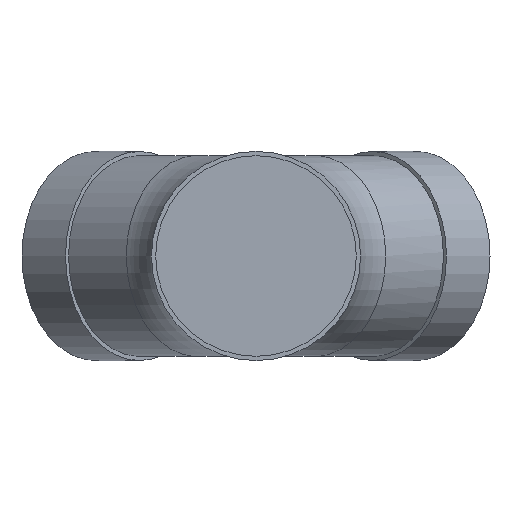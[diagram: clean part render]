
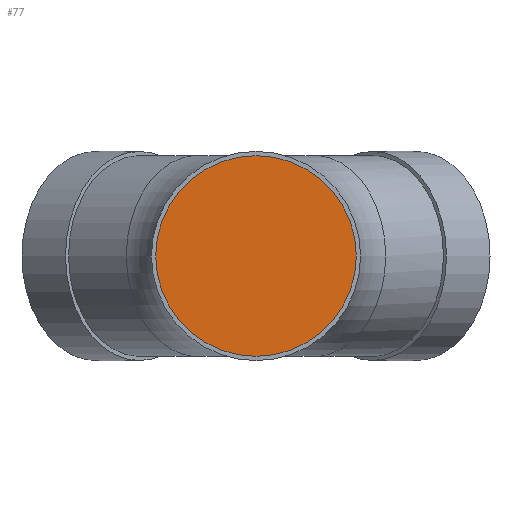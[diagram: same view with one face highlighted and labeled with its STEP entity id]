
A CAD part, front view. The second image highlights one B-rep face of the part: STEP entity #77.
In plain terms, the highlighted planar face has unit normal (0, -1, 0).
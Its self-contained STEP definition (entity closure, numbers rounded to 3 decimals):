
#77 = ADVANCED_FACE( '', ( #161 ), #162, .T. );
#161 = FACE_OUTER_BOUND( '', #265, .T. );
#162 = PLANE( '', #266 );
#265 = EDGE_LOOP( '', ( #364 ) );
#266 = AXIS2_PLACEMENT_3D( '', #365, #366, #367 );
#364 = ORIENTED_EDGE( '', *, *, #504, .T. );
#365 = CARTESIAN_POINT( '', ( 0., 40., 0. ) );
#366 = DIRECTION( '', ( 0., -1., 0. ) );
#367 = DIRECTION( '', ( 0., 0., -1. ) );
#504 = EDGE_CURVE( '', #559, #559, #560, .T. );
#559 = VERTEX_POINT( '', #637 );
#560 = CIRCLE( '', #638, 70. );
#637 = CARTESIAN_POINT( '', ( 0., 40., -70. ) );
#638 = AXIS2_PLACEMENT_3D( '', #839, #840, #841 );
#839 = CARTESIAN_POINT( '', ( 0., 40., 0. ) );
#840 = DIRECTION( '', ( 0., -1., 0. ) );
#841 = DIRECTION( '', ( 0., 0., -1. ) );
